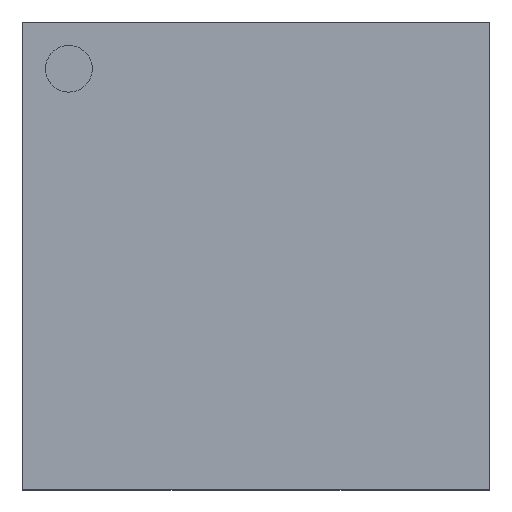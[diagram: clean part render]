
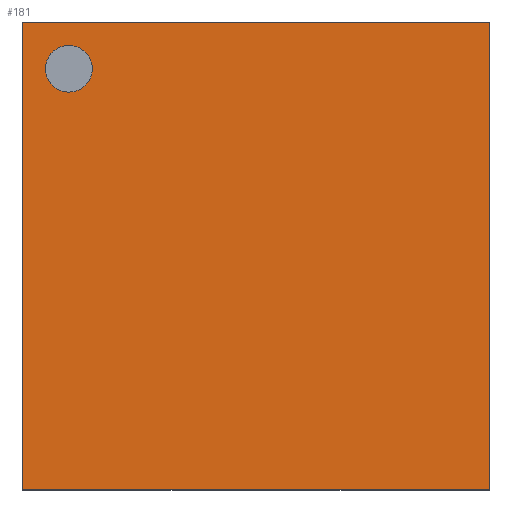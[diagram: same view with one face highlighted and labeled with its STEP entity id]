
A CAD part, top view. The second image highlights one B-rep face of the part: STEP entity #181.
In plain terms, the highlighted planar face has unit normal (0, 0, 1).
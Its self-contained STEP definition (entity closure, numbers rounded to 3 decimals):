
#13=DIRECTION('',(0.,0.,1.));
#20=ORIENTED_EDGE('',*,*,#21,.F.);
#21=EDGE_CURVE('',#22,#24,#26,.T.);
#22=VERTEX_POINT('',#23);
#23=CARTESIAN_POINT('',(-1.5,-1.5,0.8));
#24=VERTEX_POINT('',#25);
#25=CARTESIAN_POINT('',(-1.5,1.5,0.8));
#26=LINE('',#23,#27);
#27=VECTOR('',#28,1.);
#28=DIRECTION('',(0.,1.,0.));
#180=DIRECTION('',(1.,0.,0.));
#181=ADVANCED_FACE('',(#182,#198),#207,.T.);
#182=FACE_BOUND('',#183,.T.);
#183=EDGE_LOOP('',(#20,#184,#190,#195));
#184=ORIENTED_EDGE('',*,*,#185,.T.);
#185=EDGE_CURVE('',#22,#186,#188,.T.);
#186=VERTEX_POINT('',#187);
#187=CARTESIAN_POINT('',(1.5,-1.5,0.8));
#188=LINE('',#23,#189);
#189=VECTOR('',#180,1.);
#190=ORIENTED_EDGE('',*,*,#191,.T.);
#191=EDGE_CURVE('',#186,#192,#194,.T.);
#192=VERTEX_POINT('',#193);
#193=CARTESIAN_POINT('',(1.5,1.5,0.8));
#194=LINE('',#187,#27);
#195=ORIENTED_EDGE('',*,*,#196,.F.);
#196=EDGE_CURVE('',#24,#192,#197,.T.);
#197=LINE('',#25,#189);
#198=FACE_BOUND('',#199,.T.);
#199=EDGE_LOOP('',(#200));
#200=ORIENTED_EDGE('',*,*,#201,.F.);
#201=EDGE_CURVE('',#202,#202,#204,.T.);
#202=VERTEX_POINT('',#203);
#203=CARTESIAN_POINT('',(-1.05,1.2,0.8));
#204=CIRCLE('',#205,0.15);
#205=AXIS2_PLACEMENT_3D('',#206,#13,#180);
#206=CARTESIAN_POINT('',(-1.2,1.2,0.8));
#207=PLANE('',#208);
#208=AXIS2_PLACEMENT_3D('',#23,#13,#180);
